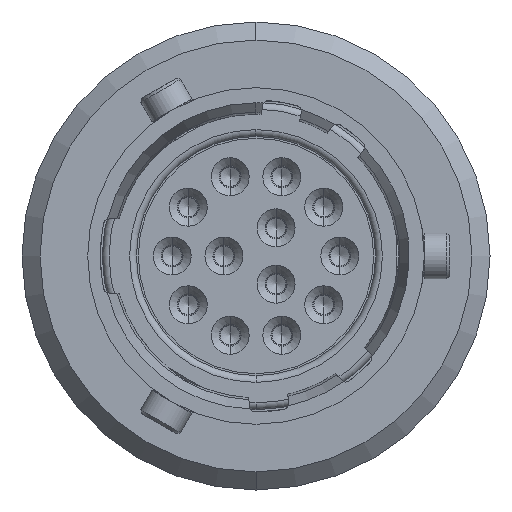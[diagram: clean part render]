
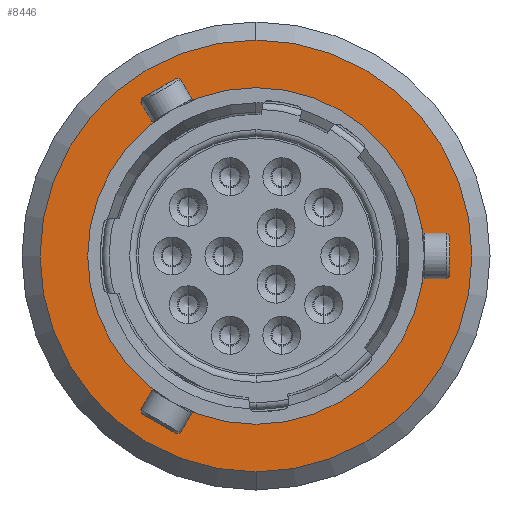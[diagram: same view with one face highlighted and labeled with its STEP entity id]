
A CAD part, left-side view. The second image highlights one B-rep face of the part: STEP entity #8446.
In plain terms, the highlighted planar face has unit normal (-1, 0, 0).
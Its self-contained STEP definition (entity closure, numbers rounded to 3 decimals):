
#568 = CIRCLE ( 'NONE', #16918, 7.445 ) ;
#2842 = DIRECTION ( 'NONE',  ( 0., 0., -1. ) ) ;
#3444 = VERTEX_POINT ( 'NONE', #18694 ) ;
#4745 = DIRECTION ( 'NONE',  ( 0., 0., 1. ) ) ;
#5067 = CARTESIAN_POINT ( 'NONE',  ( 15.98, 0., -7.445 ) ) ;
#8446 = ADVANCED_FACE ( 'NONE', ( #46847, #14300 ), #13926, .F. ) ;
#8826 = EDGE_LOOP ( 'NONE', ( #43492, #73155 ) ) ;
#10777 = AXIS2_PLACEMENT_3D ( 'NONE', #56982, #20393, #63185 ) ;
#13926 = PLANE ( 'NONE',  #10777 ) ;
#14189 = AXIS2_PLACEMENT_3D ( 'NONE', #76040, #39499, #2842 ) ;
#14300 = FACE_BOUND ( 'NONE', #24464, .T. ) ;
#14783 = CARTESIAN_POINT ( 'NONE',  ( 15.98, 0., 0. ) ) ;
#16049 = EDGE_CURVE ( 'NONE', #3444, #41859, #568, .T. ) ;
#16918 = AXIS2_PLACEMENT_3D ( 'NONE', #77957, #41412, #4745 ) ;
#17854 = DIRECTION ( 'NONE',  ( -1., 0., 0. ) ) ;
#18694 = CARTESIAN_POINT ( 'NONE',  ( 15.98, 0., 7.445 ) ) ;
#20393 = DIRECTION ( 'NONE',  ( 1., 0., 0. ) ) ;
#20983 = DIRECTION ( 'NONE',  ( 0., 0., 1. ) ) ;
#21372 = VERTEX_POINT ( 'NONE', #24921 ) ;
#24464 = EDGE_LOOP ( 'NONE', ( #36289, #46180 ) ) ;
#24921 = CARTESIAN_POINT ( 'NONE',  ( 15.98, 0., 9.55 ) ) ;
#35143 = CIRCLE ( 'NONE', #54711, 7.445 ) ;
#36289 = ORIENTED_EDGE ( 'NONE', *, *, #16049, .F. ) ;
#39499 = DIRECTION ( 'NONE',  ( -1., 0., 0. ) ) ;
#40882 = CARTESIAN_POINT ( 'NONE',  ( 15.98, 0., -9.55 ) ) ;
#41412 = DIRECTION ( 'NONE',  ( -1., 0., 0. ) ) ;
#41859 = VERTEX_POINT ( 'NONE', #5067 ) ;
#43492 = ORIENTED_EDGE ( 'NONE', *, *, #68444, .T. ) ;
#45212 = EDGE_CURVE ( 'NONE', #21372, #57612, #72853, .T. ) ;
#46180 = ORIENTED_EDGE ( 'NONE', *, *, #49253, .F. ) ;
#46847 = FACE_OUTER_BOUND ( 'NONE', #8826, .T. ) ;
#47410 = AXIS2_PLACEMENT_3D ( 'NONE', #54430, #17854, #60632 ) ;
#49253 = EDGE_CURVE ( 'NONE', #41859, #3444, #35143, .T. ) ;
#54430 = CARTESIAN_POINT ( 'NONE',  ( 15.98, 0., 0. ) ) ;
#54711 = AXIS2_PLACEMENT_3D ( 'NONE', #14783, #57576, #20983 ) ;
#56982 = CARTESIAN_POINT ( 'NONE',  ( 15.98, 7.445, 0. ) ) ;
#57576 = DIRECTION ( 'NONE',  ( -1., 0., 0. ) ) ;
#57612 = VERTEX_POINT ( 'NONE', #40882 ) ;
#60632 = DIRECTION ( 'NONE',  ( 0., 0., -1. ) ) ;
#63185 = DIRECTION ( 'NONE',  ( 0., 0., -1. ) ) ;
#68444 = EDGE_CURVE ( 'NONE', #57612, #21372, #75466, .T. ) ;
#72853 = CIRCLE ( 'NONE', #47410, 9.55 ) ;
#73155 = ORIENTED_EDGE ( 'NONE', *, *, #45212, .T. ) ;
#75466 = CIRCLE ( 'NONE', #14189, 9.55 ) ;
#76040 = CARTESIAN_POINT ( 'NONE',  ( 15.98, 0., 0. ) ) ;
#77957 = CARTESIAN_POINT ( 'NONE',  ( 15.98, 0., 0. ) ) ;
